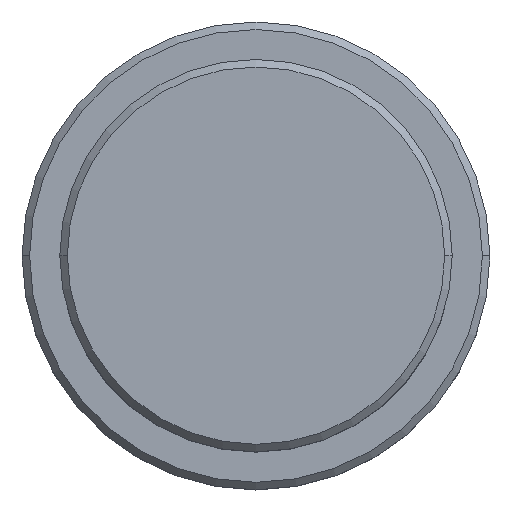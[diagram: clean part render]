
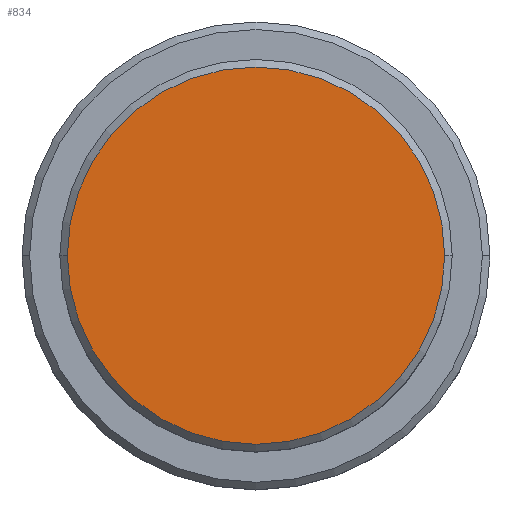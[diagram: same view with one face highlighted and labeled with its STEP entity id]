
A CAD part, top view. The second image highlights one B-rep face of the part: STEP entity #834.
In plain terms, the highlighted planar face has unit normal (0, 0, 1).
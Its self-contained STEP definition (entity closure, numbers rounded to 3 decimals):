
#24 = CIRCLE ( 'NONE', #819, 12.5 ) ;
#72 = CARTESIAN_POINT ( 'NONE',  ( 0., 0., 0. ) ) ;
#268 = DIRECTION ( 'NONE',  ( 1., 0., 0. ) ) ;
#290 = EDGE_CURVE ( 'NONE', #1281, #1085, #24, .T. ) ;
#293 = DIRECTION ( 'NONE',  ( 1., 0., 0. ) ) ;
#366 = AXIS2_PLACEMENT_3D ( 'NONE', #837, #1256, #268 ) ;
#402 = PLANE ( 'NONE',  #366 ) ;
#505 = DIRECTION ( 'NONE',  ( 0., 0., 1. ) ) ;
#697 = EDGE_LOOP ( 'NONE', ( #746, #1411 ) ) ;
#709 = CARTESIAN_POINT ( 'NONE',  ( -12.5, 0., 0. ) ) ;
#733 = CIRCLE ( 'NONE', #920, 12.5 ) ;
#746 = ORIENTED_EDGE ( 'NONE', *, *, #1135, .T. ) ;
#819 = AXIS2_PLACEMENT_3D ( 'NONE', #72, #1257, #293 ) ;
#834 = ADVANCED_FACE ( 'NONE', ( #1391 ), #402, .T. ) ;
#837 = CARTESIAN_POINT ( 'NONE',  ( 0., 0., 0. ) ) ;
#920 = AXIS2_PLACEMENT_3D ( 'NONE', #1393, #505, #951 ) ;
#951 = DIRECTION ( 'NONE',  ( 1., 0., 0. ) ) ;
#969 = CARTESIAN_POINT ( 'NONE',  ( 12.5, 0., 0. ) ) ;
#1085 = VERTEX_POINT ( 'NONE', #709 ) ;
#1135 = EDGE_CURVE ( 'NONE', #1085, #1281, #733, .T. ) ;
#1256 = DIRECTION ( 'NONE',  ( 0., 0., 1. ) ) ;
#1257 = DIRECTION ( 'NONE',  ( 0., 0., 1. ) ) ;
#1281 = VERTEX_POINT ( 'NONE', #969 ) ;
#1391 = FACE_OUTER_BOUND ( 'NONE', #697, .T. ) ;
#1393 = CARTESIAN_POINT ( 'NONE',  ( 0., 0., 0. ) ) ;
#1411 = ORIENTED_EDGE ( 'NONE', *, *, #290, .T. ) ;
